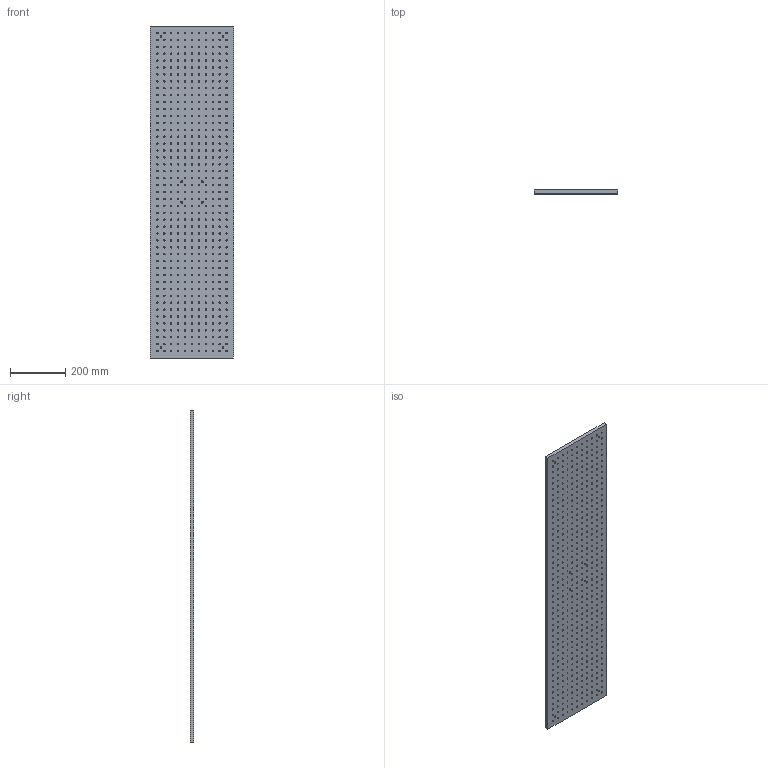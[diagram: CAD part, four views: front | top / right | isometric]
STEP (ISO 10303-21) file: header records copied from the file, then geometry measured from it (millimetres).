
FILE_DESCRIPTION (( 'STEP AP203' ), '1' );
FILE_NAME ('516005.STEP', '2025-04-28T09:29:52', ( 'Windows User' ), ( 'P R C' ), 'SwSTEP 2.0', 'SolidWorks 2020', '' );
FILE_SCHEMA (( 'CONFIG_CONTROL_DESIGN' ));
Length unit declared in the file: millimetre
Products named in the file (1): 516005
Bounding box: 300 x 13 x 1200 mm (x, y, z)
Volume: 4541717.9 mm3; surface area: 846592.4 mm2
Topology: 1 solids, 1 shells, 547 faces, 1611 edges, 1074 vertices
Faces by surface type: cylinder 533, plane 14
Full cylindrical faces by diameter (mm): 5 x517, 5.8 x8, 11 x8
Entity records: 18403 total; most frequent: DIRECTION 3240, CARTESIAN_POINT 2700, ORIENTED_EDGE 2156, EDGE_LOOP 2138, AXIS2_PLACEMENT_3D 1614, FACE_OUTER_BOUND 1080, EDGE_CURVE 1078, VERTEX_POINT 1074
